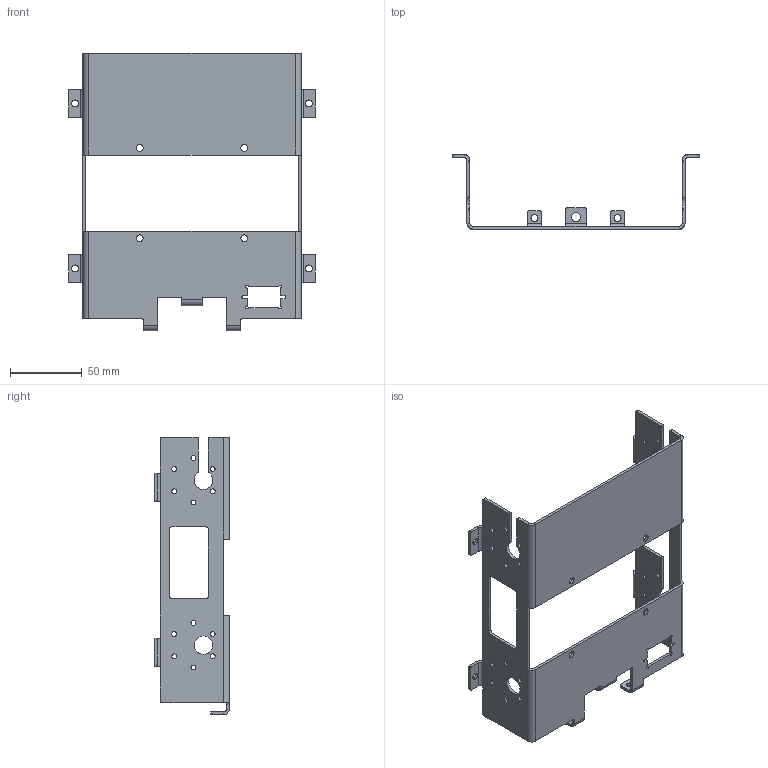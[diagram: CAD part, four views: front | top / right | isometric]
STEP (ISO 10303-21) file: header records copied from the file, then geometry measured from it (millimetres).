
FILE_DESCRIPTION (( 'STEP AP214' ), '1' );
FILE_NAME ('HEL-04-01000-02.step', '2023-07-26T13:42:50', ( '' ), ( '' ), 'SwSTEP 2.0', 'SolidWorks 2021', '' );
FILE_SCHEMA (( 'AUTOMOTIVE_DESIGN' ));
Length unit declared in the file: millimetre
Products named in the file (1): HEL-04-01000-02
Bounding box: 172 x 52 x 193.5 mm (x, y, z)
Volume: 65739.6 mm3; surface area: 70931 mm2
Topology: 1 solids, 1 shells, 271 faces, 731 edges, 460 vertices
Faces by surface type: cylinder 159, plane 112
Entity records: 8721 total; most frequent: DIRECTION 1593, CARTESIAN_POINT 1463, ORIENTED_EDGE 1462, EDGE_CURVE 731, AXIS2_PLACEMENT_3D 590, VERTEX_POINT 460, VECTOR 413, LINE 413
